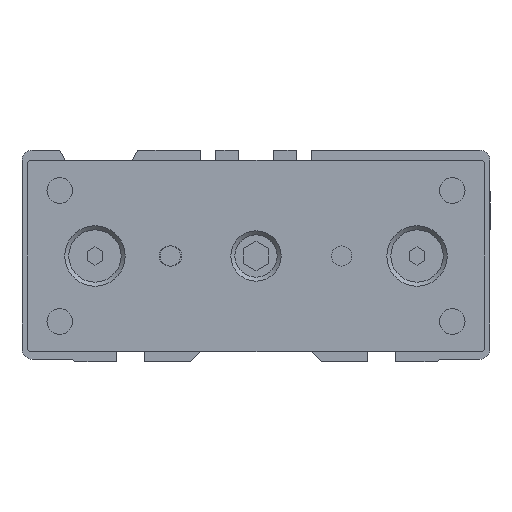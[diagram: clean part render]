
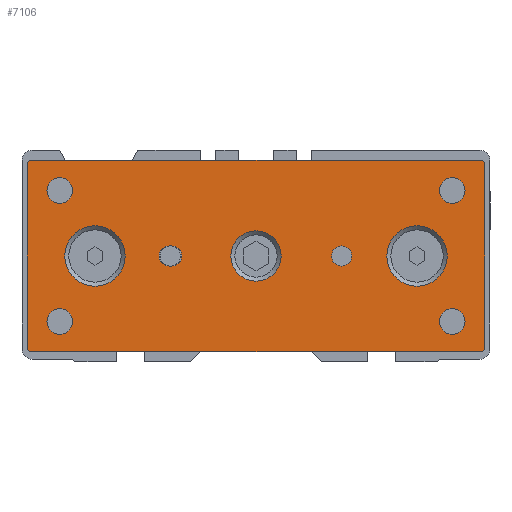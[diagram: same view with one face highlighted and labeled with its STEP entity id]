
A CAD part, left-side view. The second image highlights one B-rep face of the part: STEP entity #7106.
In plain terms, the highlighted planar face has unit normal (-1, 0, 0).
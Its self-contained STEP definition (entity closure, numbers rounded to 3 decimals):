
#6485=CARTESIAN_POINT('',(0.,-238.,0.));
#6486=VERTEX_POINT('Vertex295',#6485);
#6487=CARTESIAN_POINT('',(0.,-232.,0.));
#6488=DIRECTION('',(1.,0.,0.));
#6489=DIRECTION('',(0.,-1.,0.));
#6490=AXIS2_PLACEMENT_3D('',#6487,#6488,#6489);
#6491=CIRCLE('nurbsCrv407',#6490,6.);
#6492=EDGE_CURVE('Edge407',#6486,#6486,#6491,.T.);
#6505=CARTESIAN_POINT('',(0.,-205.,0.));
#6506=VERTEX_POINT('Vertex296',#6505);
#6507=CARTESIAN_POINT('',(0.,-200.,0.));
#6508=DIRECTION('',(1.,0.,0.));
#6509=DIRECTION('',(0.,-1.,0.));
#6510=AXIS2_PLACEMENT_3D('',#6507,#6508,#6509);
#6511=CIRCLE('nurbsCrv408',#6510,5.);
#6512=EDGE_CURVE('Edge408',#6506,#6506,#6511,.T.);
#6525=CARTESIAN_POINT('',(0.,-174.,0.));
#6526=VERTEX_POINT('Vertex297',#6525);
#6527=CARTESIAN_POINT('',(0.,-168.,0.));
#6528=DIRECTION('',(1.,0.,0.));
#6529=DIRECTION('',(0.,-1.,0.));
#6530=AXIS2_PLACEMENT_3D('',#6527,#6528,#6529);
#6531=CIRCLE('nurbsCrv409',#6530,6.);
#6532=EDGE_CURVE('Edge409',#6526,#6526,#6531,.T.);
#6553=CARTESIAN_POINT('',(0.,-182.75,-2.));
#6554=VERTEX_POINT('Vertex299',#6553);
#6561=CARTESIAN_POINT('',(0.,-183.25,-2.));
#6562=VERTEX_POINT('Vertex300',#6561);
#6563=CARTESIAN_POINT('',(0.,-183.,-2.));
#6564=DIRECTION('',(0.,1.,0.));
#6565=VECTOR('',#6564,1.);
#6566=LINE('nurbsCrv412',#6563,#6565);
#6567=EDGE_CURVE('Edge412',#6562,#6554,#6566,.T.);
#6645=CARTESIAN_POINT('',(0.,-219.,0.));
#6646=VERTEX_POINT('Vertex304',#6645);
#6647=CARTESIAN_POINT('',(0.,-217.,0.));
#6648=DIRECTION('',(1.,0.,0.));
#6649=DIRECTION('',(0.,-1.,0.));
#6650=AXIS2_PLACEMENT_3D('',#6647,#6648,#6649);
#6651=CIRCLE('nurbsCrv419',#6650,2.);
#6652=EDGE_CURVE('Edge419',#6646,#6646,#6651,.T.);
#6664=CARTESIAN_POINT('',(0.,-183.25,2.));
#6665=VERTEX_POINT('Vertex305',#6664);
#6666=CARTESIAN_POINT('',(0.,-183.25,0.
));
#6667=DIRECTION('',(1.,0.,0.));
#6668=DIRECTION('',(0.,0.,1.));
#6669=AXIS2_PLACEMENT_3D('',#6666,#6667,#6668);
#6670=CIRCLE('nurbsCrv420',#6669,2.);
#6671=EDGE_CURVE('Edge420',#6665,#6562,#6670,.T.);
#6689=CARTESIAN_POINT('',(0.,-182.75,2.));
#6690=VERTEX_POINT('Vertex306',#6689);
#6691=CARTESIAN_POINT('',(0.,-183.,2.));
#6692=DIRECTION('',(0.,-1.,0.));
#6693=VECTOR('',#6692,1.);
#6694=LINE('nurbsCrv422',#6691,#6693);
#6695=EDGE_CURVE('Edge422',#6690,#6665,#6694,.T.);
#6714=CARTESIAN_POINT('',(0.,-182.75,0.)
);
#6715=DIRECTION('',(1.,0.,0.));
#6716=DIRECTION('',(0.,0.,-1.));
#6717=AXIS2_PLACEMENT_3D('',#6714,#6715,#6716);
#6718=CIRCLE('nurbsCrv424',#6717,2.);
#6719=EDGE_CURVE('Edge424',#6554,#6690,#6718,.T.);
#6750=CARTESIAN_POINT('',(0.,-241.55,-13.));
#6751=VERTEX_POINT('Vertex308',#6750);
#6752=CARTESIAN_POINT('',(0.,-239.,-13.));
#6753=DIRECTION('',(1.,0.,0.));
#6754=DIRECTION('',(0.,-1.,0.));
#6755=AXIS2_PLACEMENT_3D('',#6752,#6753,#6754);
#6756=CIRCLE('nurbsCrv426',#6755,2.55);
#6757=EDGE_CURVE('Edge426',#6751,#6751,#6756,.T.);
#6787=CARTESIAN_POINT('',(0.,-241.55,13.));
#6788=VERTEX_POINT('Vertex310',#6787);
#6789=CARTESIAN_POINT('',(0.,-239.,13.));
#6790=DIRECTION('',(1.,0.,0.));
#6791=DIRECTION('',(0.,-1.,0.));
#6792=AXIS2_PLACEMENT_3D('',#6789,#6790,#6791);
#6793=CIRCLE('nurbsCrv428',#6792,2.55);
#6794=EDGE_CURVE('Edge428',#6788,#6788,#6793,.T.);
#6824=CARTESIAN_POINT('',(0.,-163.55,-13.));
#6825=VERTEX_POINT('Vertex312',#6824);
#6826=CARTESIAN_POINT('',(0.,-161.,-13.));
#6827=DIRECTION('',(1.,0.,0.));
#6828=DIRECTION('',(0.,-1.,0.));
#6829=AXIS2_PLACEMENT_3D('',#6826,#6827,#6828);
#6830=CIRCLE('nurbsCrv430',#6829,2.55);
#6831=EDGE_CURVE('Edge430',#6825,#6825,#6830,.T.);
#6861=CARTESIAN_POINT('',(0.,-163.55,13.));
#6862=VERTEX_POINT('Vertex314',#6861);
#6863=CARTESIAN_POINT('',(0.,-161.,13.));
#6864=DIRECTION('',(1.,0.,0.));
#6865=DIRECTION('',(0.,-1.,0.));
#6866=AXIS2_PLACEMENT_3D('',#6863,#6864,#6865);
#6867=CIRCLE('nurbsCrv432',#6866,2.55);
#6868=EDGE_CURVE('Edge432',#6862,#6862,#6867,.T.);
#6888=CARTESIAN_POINT('',(0.,-154.5,18.5));
#6889=VERTEX_POINT('Vertex317',#6888);
#6896=CARTESIAN_POINT('',(0.,-155.,19.));
#6897=VERTEX_POINT('Vertex318',#6896);
#6898=CARTESIAN_POINT('',(0.,-154.75,18.75));
#6899=DIRECTION('',(0.,-0.707,0.707));
#6900=VECTOR('',#6899,1.);
#6901=LINE('nurbsCrv435',#6898,#6900);
#6902=EDGE_CURVE('Edge435',#6889,#6897,#6901,.T.);
#6926=CARTESIAN_POINT('',(0.,-154.5,-18.5));
#6927=VERTEX_POINT('Vertex320',#6926);
#6934=CARTESIAN_POINT('',(0.,-154.5,0.));
#6935=DIRECTION('',(0.,0.,1.));
#6936=VECTOR('',#6935,1.);
#6937=LINE('nurbsCrv439',#6934,#6936);
#6938=EDGE_CURVE('Edge439',#6927,#6889,#6937,.T.);
#6957=CARTESIAN_POINT('',(0.,-155.,-19.));
#6958=VERTEX_POINT('Vertex322',#6957);
#6965=CARTESIAN_POINT('',(0.,-154.75,-18.75));
#6966=DIRECTION('',(0.,0.707,0.707));
#6967=VECTOR('',#6966,1.);
#6968=LINE('nurbsCrv442',#6965,#6967);
#6969=EDGE_CURVE('Edge442',#6958,#6927,#6968,.T.);
#6988=CARTESIAN_POINT('',(0.,-245.,-19.));
#6989=VERTEX_POINT('Vertex324',#6988);
#6996=CARTESIAN_POINT('',(0.,-200.,-19.));
#6997=DIRECTION('',(0.,1.,0.));
#6998=VECTOR('',#6997,1.);
#6999=LINE('nurbsCrv445',#6996,#6998);
#7000=EDGE_CURVE('Edge445',#6989,#6958,#6999,.T.);
#7019=CARTESIAN_POINT('',(0.,-245.5,-18.5));
#7020=VERTEX_POINT('Vertex326',#7019);
#7027=CARTESIAN_POINT('',(0.,-245.25,-18.75));
#7028=DIRECTION('',(0.,0.707,-0.707));
#7029=VECTOR('',#7028,1.);
#7030=LINE('nurbsCrv448',#7027,#7029);
#7031=EDGE_CURVE('Edge448',#7020,#6989,#7030,.T.);
#7042=CARTESIAN_POINT('',(0.,-245.5,18.5));
#7043=VERTEX_POINT('Vertex328',#7042);
#7044=CARTESIAN_POINT('',(0.,-245.,19.));
#7045=VERTEX_POINT('Vertex327',#7044);
#7046=CARTESIAN_POINT('',(0.,-245.25,18.75));
#7047=DIRECTION('',(0.,0.707,0.707));
#7048=VECTOR('',#7047,1.);
#7049=LINE('nurbsCrv449',#7046,#7048);
#7050=EDGE_CURVE('Edge449',#7043,#7045,#7049,.T.);
#7051=ORIENTED_EDGE('Edgeuse871',*,*,#7050,.T.);
#7052=CARTESIAN_POINT('',(0.,-200.,19.));
#7053=DIRECTION('',(0.,1.,0.));
#7054=VECTOR('',#7053,1.);
#7055=LINE('nurbsCrv450',#7052,#7054);
#7056=EDGE_CURVE('Edge450',#7045,#6897,#7055,.T.);
#7057=ORIENTED_EDGE('Edgeuse872',*,*,#7056,.T.);
#7058=ORIENTED_EDGE('Edgeuse873',*,*,#6902,.F.);
#7059=ORIENTED_EDGE('Edgeuse874',*,*,#6938,.F.);
#7060=ORIENTED_EDGE('Edgeuse875',*,*,#6969,.F.);
#7061=ORIENTED_EDGE('Edgeuse876',*,*,#7000,.F.);
#7062=ORIENTED_EDGE('Edgeuse877',*,*,#7031,.F.);
#7063=CARTESIAN_POINT('',(0.,-245.5,0.));
#7064=DIRECTION('',(0.,0.,1.));
#7065=VECTOR('',#7064,1.);
#7066=LINE('nurbsCrv451',#7063,#7065);
#7067=EDGE_CURVE('Edge451',#7020,#7043,#7066,.T.);
#7068=ORIENTED_EDGE('Edgeuse878',*,*,#7067,.T.);
#7069=EDGE_LOOP('',(#7051,#7057,#7058,#7059,#7060,#7061,#7062,#7068));
#7070=FACE_OUTER_BOUND('',#7069,.T.);
#7071=ORIENTED_EDGE('Edgeuse879',*,*,#6652,.T.);
#7072=EDGE_LOOP('',(#7071));
#7073=FACE_BOUND('',#7072,.T.);
#7074=ORIENTED_EDGE('Edgeuse880',*,*,#6567,.T.);
#7075=ORIENTED_EDGE('Edgeuse881',*,*,#6719,.T.);
#7076=ORIENTED_EDGE('Edgeuse882',*,*,#6695,.T.);
#7077=ORIENTED_EDGE('Edgeuse883',*,*,#6671,.T.);
#7078=EDGE_LOOP('',(#7074,#7075,#7076,#7077));
#7079=FACE_BOUND('',#7078,.T.);
#7080=ORIENTED_EDGE('Edgeuse864',*,*,#6532,.T.);
#7081=EDGE_LOOP('',(#7080));
#7082=FACE_BOUND('',#7081,.T.);
#7083=ORIENTED_EDGE('Edgeuse865',*,*,#6512,.T.);
#7084=EDGE_LOOP('',(#7083));
#7085=FACE_BOUND('',#7084,.T.);
#7086=ORIENTED_EDGE('Edgeuse866',*,*,#6492,.T.);
#7087=EDGE_LOOP('',(#7086));
#7088=FACE_BOUND('',#7087,.T.);
#7089=ORIENTED_EDGE('Edgeuse867',*,*,#6868,.T.);
#7090=EDGE_LOOP('',(#7089));
#7091=FACE_BOUND('',#7090,.T.);
#7092=ORIENTED_EDGE('Edgeuse868',*,*,#6831,.T.);
#7093=EDGE_LOOP('',(#7092));
#7094=FACE_BOUND('',#7093,.T.);
#7095=ORIENTED_EDGE('Edgeuse869',*,*,#6794,.T.);
#7096=EDGE_LOOP('',(#7095));
#7097=FACE_BOUND('',#7096,.T.);
#7098=ORIENTED_EDGE('Edgeuse870',*,*,#6757,.T.);
#7099=EDGE_LOOP('',(#7098));
#7100=FACE_BOUND('',#7099,.T.);
#7101=CARTESIAN_POINT('',(0.,-200.,0.));
#7102=DIRECTION('',(-1.,0.,0.));
#7103=DIRECTION('',(0.,-1.,0.));
#7104=AXIS2_PLACEMENT_3D('',#7101,#7102,#7103);
#7105=PLANE('nurbsSrf203',#7104);
#7106=ADVANCED_FACE('Face203',(#7070,#7073,#7079,#7082,#7085,#7088,#7091,#7094,
#7097,#7100),#7105,.T.);
